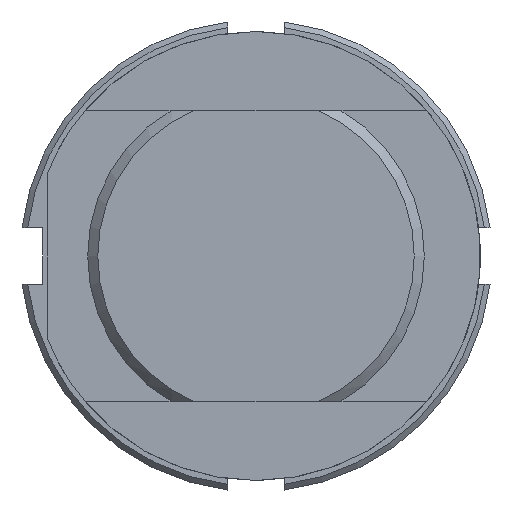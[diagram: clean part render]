
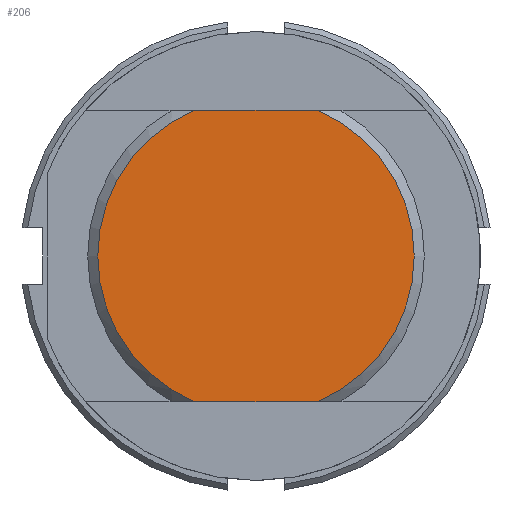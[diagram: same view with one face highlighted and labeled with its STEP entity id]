
A CAD part, front view. The second image highlights one B-rep face of the part: STEP entity #206.
In plain terms, the highlighted planar face has unit normal (0, -1, 0).
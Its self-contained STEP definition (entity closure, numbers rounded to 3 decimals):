
#206 = ADVANCED_FACE( '', ( #450 ), #451, .T. );
#450 = FACE_OUTER_BOUND( '', #794, .T. );
#451 = PLANE( '', #795 );
#794 = EDGE_LOOP( '', ( #1138, #1139, #1140, #1141 ) );
#795 = AXIS2_PLACEMENT_3D( '', #1142, #1143, #1144 );
#1138 = ORIENTED_EDGE( '', *, *, #1925, .F. );
#1139 = ORIENTED_EDGE( '', *, *, #1926, .T. );
#1140 = ORIENTED_EDGE( '', *, *, #1927, .F. );
#1141 = ORIENTED_EDGE( '', *, *, #1928, .T. );
#1142 = CARTESIAN_POINT( '', ( -7.5, 0., 0. ) );
#1143 = DIRECTION( '', ( 0., -1., 0. ) );
#1144 = DIRECTION( '', ( 0., 0., -1. ) );
#1925 = EDGE_CURVE( '', #2233, #2234, #2235, .T. );
#1926 = EDGE_CURVE( '', #2233, #2236, #2237, .T. );
#1927 = EDGE_CURVE( '', #2238, #2236, #2239, .T. );
#1928 = EDGE_CURVE( '', #2238, #2234, #2240, .T. );
#2233 = VERTEX_POINT( '', #2675 );
#2234 = VERTEX_POINT( '', #2676 );
#2235 = CIRCLE( '', #2677, 14.1 );
#2236 = VERTEX_POINT( '', #2678 );
#2237 = LINE( '', #2679, #2680 );
#2238 = VERTEX_POINT( '', #2681 );
#2239 = CIRCLE( '', #2682, 14.1 );
#2240 = LINE( '', #2683, #2684 );
#2675 = CARTESIAN_POINT( '', ( -5.46, 0., -13. ) );
#2676 = CARTESIAN_POINT( '', ( -5.46, 0., 13. ) );
#2677 = AXIS2_PLACEMENT_3D( '', #3438, #3439, #3440 );
#2678 = CARTESIAN_POINT( '', ( 5.46, 0., -13. ) );
#2679 = CARTESIAN_POINT( '', ( -5.46, 0., -13. ) );
#2680 = VECTOR( '', #3441, 1000. );
#2681 = CARTESIAN_POINT( '', ( 5.46, 0., 13. ) );
#2682 = AXIS2_PLACEMENT_3D( '', #3442, #3443, #3444 );
#2683 = CARTESIAN_POINT( '', ( 5.46, 0., 13. ) );
#2684 = VECTOR( '', #3445, 1000. );
#3438 = CARTESIAN_POINT( '', ( 0., 0., 0. ) );
#3439 = DIRECTION( '', ( 0., 1., 0. ) );
#3440 = DIRECTION( '', ( -1., 0., 0. ) );
#3441 = DIRECTION( '', ( 1., 0., 0. ) );
#3442 = CARTESIAN_POINT( '', ( 0., 0., 0. ) );
#3443 = DIRECTION( '', ( 0., 1., 0. ) );
#3444 = DIRECTION( '', ( 1., 0., 0. ) );
#3445 = DIRECTION( '', ( -1., 0., 0. ) );
